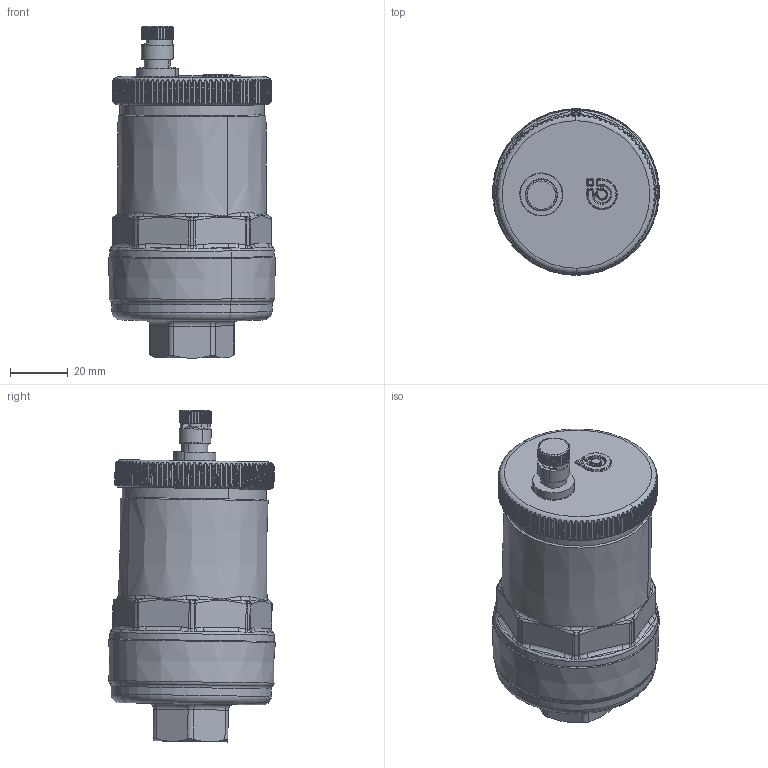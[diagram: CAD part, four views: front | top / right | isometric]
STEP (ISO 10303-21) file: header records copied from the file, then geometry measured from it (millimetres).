
FILE_DESCRIPTION(('CATIA V5 STEP Exchange','CAx-IF Rec.Pracs.--- Model Styling and Organization---1.4--- 2014-01-23','CAx-IF Rec.Pracs.---3D Tessellated Data Validation Properties---0.5---2014-09-14'),'2;1');
FILE_NAME('STEP_551004_-_TST.stp','2020-06-11T09:08:38+00:00',('none'),('none'),'CATIA Version 5-6 Release 2019 SP3','CATIA V5 STEP AP242 v1','none');
FILE_SCHEMA(('AP242_MANAGED_MODEL_BASED_3D_ENGINEERING_MIM_LF {1 0 10303 442 1 1 4}'));
Length unit declared in the file: millimetre
Products named in the file (1): 551004 - TST
Bounding box: 57.44 x 57.63 x 114.76 mm (x, y, z)
Volume: 197735.9 mm3; surface area: 21286.5 mm2
Topology: 1 solids, 1 shells, 1023 faces, 2797 edges, 1771 vertices
Faces by surface type: cylinder 497, plane 293, bspline 117, cone 51, torus 48, sphere 17
Entity records: 40072 total; most frequent: CARTESIAN_POINT 17507, ORIENTED_EDGE 5562, DIRECTION 2874, EDGE_CURVE 2781, VERTEX_POINT 1771, B_SPLINE_CURVE_WITH_KNOTS 1359, AXIS2_PLACEMENT_3D 1246, EDGE_LOOP 1034
